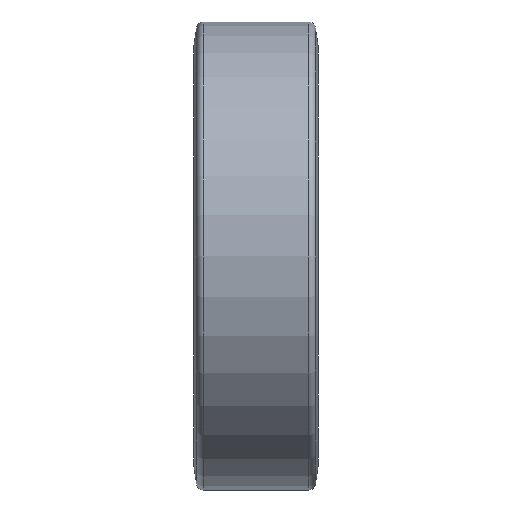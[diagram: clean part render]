
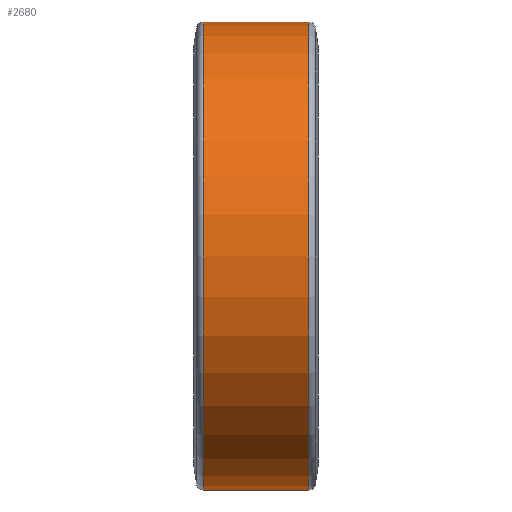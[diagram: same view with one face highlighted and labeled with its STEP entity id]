
A CAD part, front view. The second image highlights one B-rep face of the part: STEP entity #2680.
In plain terms, the highlighted cylindrical face has radius 150 mm (diameter 300 mm), a full revolution.
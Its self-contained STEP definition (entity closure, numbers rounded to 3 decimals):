
#771=ORIENTED_EDGE('',*,*,#1292,.T.);
#772=ORIENTED_EDGE('',*,*,#1291,.F.);
#1291=EDGE_CURVE('',#1533,#1533,#1631,.T.);
#1292=EDGE_CURVE('',#1534,#1534,#1632,.T.);
#1533=VERTEX_POINT('',#4051);
#1534=VERTEX_POINT('',#4054);
#1631=CIRCLE('',#2870,150.);
#1632=CIRCLE('',#2872,150.);
#1692=EDGE_LOOP('',(#771));
#1693=EDGE_LOOP('',(#772));
#1814=FACE_BOUND('',#1692,.T.);
#1815=FACE_BOUND('',#1693,.T.);
#1882=CYLINDRICAL_SURFACE('',#2871,150.);
#2680=ADVANCED_FACE('',(#1814,#1815),#1882,.T.);
#2870=AXIS2_PLACEMENT_3D('',#4050,#3261,#3262);
#2871=AXIS2_PLACEMENT_3D('',#4052,#3263,#3264);
#2872=AXIS2_PLACEMENT_3D('',#4053,#3265,#3266);
#3261=DIRECTION('',(1.,0.,0.));
#3262=DIRECTION('',(0.,0.,-1.));
#3263=DIRECTION('',(1.,0.,0.));
#3264=DIRECTION('',(0.,0.,-1.));
#3265=DIRECTION('',(1.,0.,0.));
#3266=DIRECTION('',(0.,0.,-1.));
#4050=CARTESIAN_POINT('',(33.707,0.,0.));
#4051=CARTESIAN_POINT('',(33.707,0.,-150.));
#4052=CARTESIAN_POINT('',(80.,0.,0.));
#4053=CARTESIAN_POINT('',(-33.707,0.,0.));
#4054=CARTESIAN_POINT('',(-33.707,0.,-150.));
